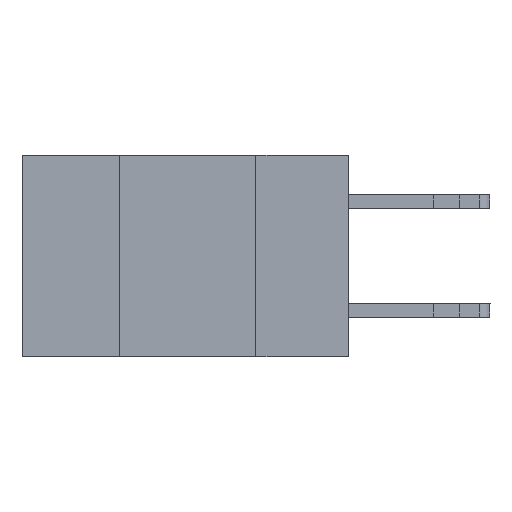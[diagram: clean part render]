
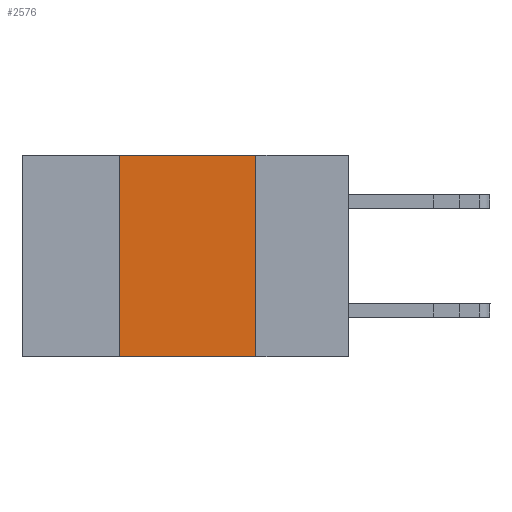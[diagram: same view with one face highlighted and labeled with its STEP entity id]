
A CAD part, left-side view. The second image highlights one B-rep face of the part: STEP entity #2576.
In plain terms, the highlighted planar face has unit normal (-1, 0, 0).
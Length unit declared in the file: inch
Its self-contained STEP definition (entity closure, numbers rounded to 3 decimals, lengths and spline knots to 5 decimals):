
#1260 = CARTESIAN_POINT ( 'NONE',  ( 0., 0.17, 0. ) ) ;
#1271 = FACE_OUTER_BOUND ( 'NONE', #2599, .T. ) ;
#2154 = VERTEX_POINT ( 'NONE', #4293 ) ;
#2377 = ORIENTED_EDGE ( 'NONE', *, *, #2388, .T. ) ;
#2388 = EDGE_CURVE ( 'NONE', #7959, #11147, #4036, .T. ) ;
#2576 = ADVANCED_FACE ( 'NONE', ( #1271 ), #3459, .F. ) ;
#2599 = EDGE_LOOP ( 'NONE', ( #12008, #5958, #8684, #2377 ) ) ;
#2846 = CARTESIAN_POINT ( 'NONE',  ( 0., 0.6, 0. ) ) ;
#2955 = DIRECTION ( 'NONE',  ( 0., -1., 0. ) ) ;
#3170 = LINE ( 'NONE', #2846, #9804 ) ;
#3309 = DIRECTION ( 'NONE',  ( 0., 0., -1. ) ) ;
#3311 = DIRECTION ( 'NONE',  ( 1., 0., 0. ) ) ;
#3459 = PLANE ( 'NONE',  #12222 ) ;
#3565 = CARTESIAN_POINT ( 'NONE',  ( 0., 0.6, 0. ) ) ;
#4036 = LINE ( 'NONE', #10249, #12450 ) ;
#4293 = CARTESIAN_POINT ( 'NONE',  ( 0., 0.42, 0. ) ) ;
#4869 = VECTOR ( 'NONE', #5367, 39.37008 ) ;
#4929 = DIRECTION ( 'NONE',  ( 0., 0., 1. ) ) ;
#4952 = CARTESIAN_POINT ( 'NONE',  ( 0., 0.42, -0.37 ) ) ;
#5367 = DIRECTION ( 'NONE',  ( 0., 0., -1. ) ) ;
#5405 = CARTESIAN_POINT ( 'NONE',  ( 0., 0.17, -0.37 ) ) ;
#5686 = EDGE_CURVE ( 'NONE', #7959, #2154, #9063, .T. ) ;
#5837 = CARTESIAN_POINT ( 'NONE',  ( 0., 0.42, -0.37 ) ) ;
#5958 = ORIENTED_EDGE ( 'NONE', *, *, #13850, .F. ) ;
#7017 = VERTEX_POINT ( 'NONE', #1260 ) ;
#7959 = VERTEX_POINT ( 'NONE', #5837 ) ;
#7988 = LINE ( 'NONE', #5405, #4869 ) ;
#8287 = CARTESIAN_POINT ( 'NONE',  ( 0., 0.17, -0.37 ) ) ;
#8684 = ORIENTED_EDGE ( 'NONE', *, *, #5686, .F. ) ;
#9063 = LINE ( 'NONE', #4952, #11691 ) ;
#9804 = VECTOR ( 'NONE', #9909, 39.37008 ) ;
#9909 = DIRECTION ( 'NONE',  ( 0., -1., 0. ) ) ;
#10249 = CARTESIAN_POINT ( 'NONE',  ( 0., 0.6, -0.37 ) ) ;
#11147 = VERTEX_POINT ( 'NONE', #8287 ) ;
#11691 = VECTOR ( 'NONE', #4929, 39.37008 ) ;
#12008 = ORIENTED_EDGE ( 'NONE', *, *, #12753, .F. ) ;
#12222 = AXIS2_PLACEMENT_3D ( 'NONE', #3565, #3311, #3309 ) ;
#12450 = VECTOR ( 'NONE', #2955, 39.37008 ) ;
#12753 = EDGE_CURVE ( 'NONE', #7017, #11147, #7988, .T. ) ;
#13850 = EDGE_CURVE ( 'NONE', #2154, #7017, #3170, .T. ) ;
